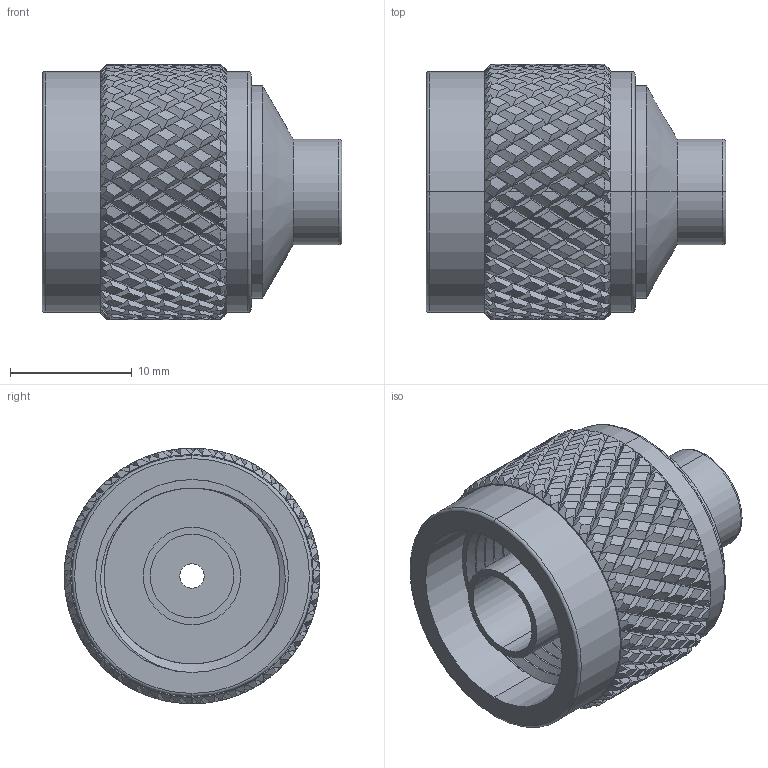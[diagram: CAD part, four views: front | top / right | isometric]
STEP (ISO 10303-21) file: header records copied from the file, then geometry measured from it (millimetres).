
FILE_DESCRIPTION (( 'STEP AP203' ), '1' );
FILE_NAME ('FMCN1813.STEP', '2021-09-24T17:27:56', ( '' ), ( '' ), 'SwSTEP 2.0', 'SolidWorks 2021', '' );
FILE_SCHEMA (( 'CONFIG_CONTROL_DESIGN' ));
Products named in the file (1): FMCN1813
Bounding box: 24.64 x 21 x 21 mm (x, y, z)
Volume: 4572.1 mm3; surface area: 4733.9 mm2
Topology: 2 solids, 2 shells, 994 faces, 2940 edges, 1960 vertices
Faces by surface type: bspline 634, cylinder 266, plane 46, cone 42, torus 6
Entity records: 50558 total; most frequent: CARTESIAN_POINT 33123, ORIENTED_EDGE 5874, EDGE_CURVE 2937, VERTEX_POINT 1954, B_SPLINE_CURVE_WITH_KNOTS 1409, DIRECTION 1072, EDGE_LOOP 1003, FACE_OUTER_BOUND 994
